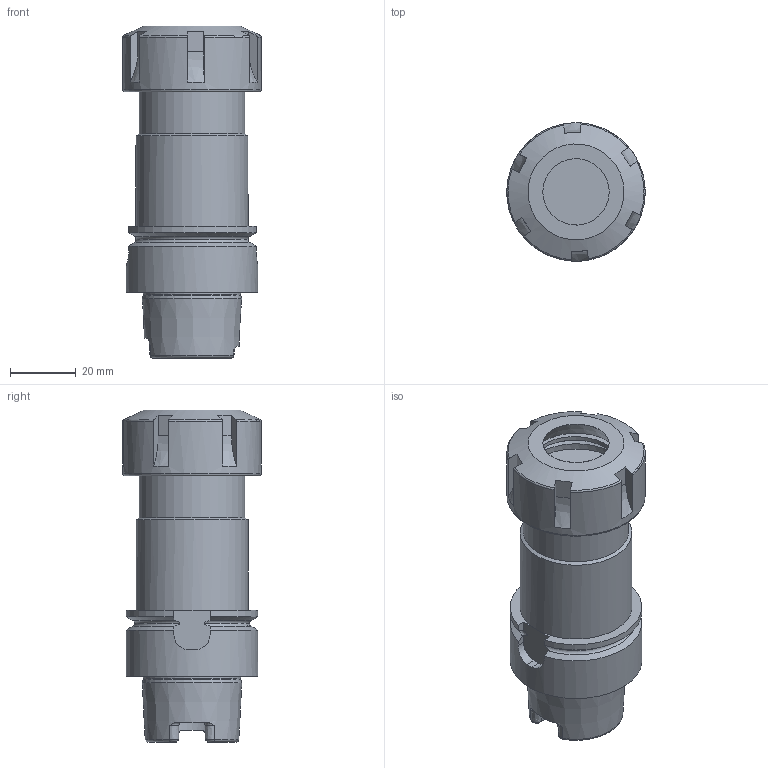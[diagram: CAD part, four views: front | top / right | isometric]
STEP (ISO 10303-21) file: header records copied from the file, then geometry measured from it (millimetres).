
FILE_DESCRIPTION(/* description */ (''),/* implementation_level */ '2;1');
FILE_NAME(/* name */ '10000991195nxv000_00_214.stp',/* time_stamp */ '2022-01-24T13:26:03+01:00',/* author */ (''),/* organization */ (''),/* preprocessor_version */ 'ST-DEVELOPER v16.7',/* originating_system */ 'SIEMENS PLM Software NX 12.0',/* authorisation */ '');
FILE_SCHEMA (('AUTOMOTIVE_DESIGN { 1 0 10303 214 3 1 1 1 }'));
Length unit declared in the file: millimetre
Products named in the file (1): 10000991195nxv000_00
Bounding box: 41.99 x 41.96 x 100.73 mm (x, y, z)
Volume: 86760.5 mm3; surface area: 18206.5 mm2
Topology: 1 solids, 2 shells, 135 faces, 357 edges, 230 vertices
Faces by surface type: plane 57, cylinder 25, torus 18, bspline 18, cone 17
Full cylindrical faces by diameter (mm): 16.355 x1, 20.133 x1, 21 x1, 26 x1, 29.6 x1, 30.5 x1, 32 x1, 32.1 x1, 34 x1, 40 x1, 42 x1
Entity records: 4939 total; most frequent: CARTESIAN_POINT 1989, ORIENTED_EDGE 634, DIRECTION 519, EDGE_CURVE 317, VERTEX_POINT 214, AXIS2_PLACEMENT_3D 214, EDGE_LOOP 163, ADVANCED_FACE 135
